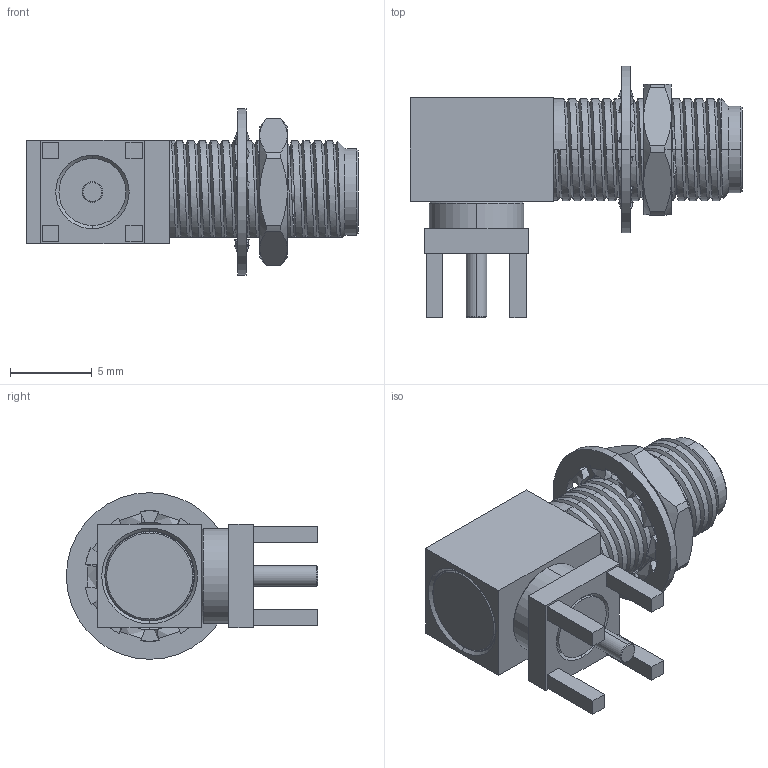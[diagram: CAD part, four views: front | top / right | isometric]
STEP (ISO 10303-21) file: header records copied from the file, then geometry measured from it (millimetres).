
FILE_DESCRIPTION (( 'STEP AP214' ), '1' );
FILE_NAME ('30-468-D3.STEP', '2024-08-12T09:02:59', ( '' ), ( '' ), 'SwSTEP 2.0', 'SolidWorks 2024', '' );
FILE_SCHEMA (( 'AUTOMOTIVE_DESIGN' ));
Length unit declared in the file: millimetre
Products named in the file (1): 30-468-D3
Bounding box: 20.32 x 15.38 x 10.2 mm (x, y, z)
Surface area: 1098.7 mm2 (no closed solid volume)
Topology: 0 solids, 10 shells, 269 faces, 1168 edges, 909 vertices
Faces by surface type: plane 102, bspline 68, cylinder 58, cone 41
Entity records: 23948 total; most frequent: CARTESIAN_POINT 15747, ORIENTED_EDGE 1791, DIRECTION 1298, EDGE_CURVE 1168, VERTEX_POINT 909, B_SPLINE_CURVE_WITH_KNOTS 468, AXIS2_PLACEMENT_3D 467, VECTOR 364
